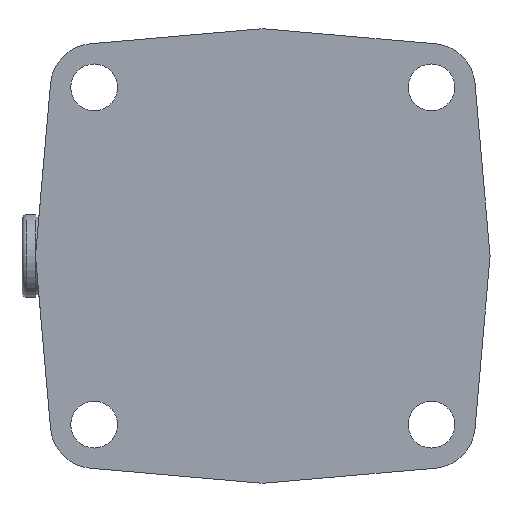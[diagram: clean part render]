
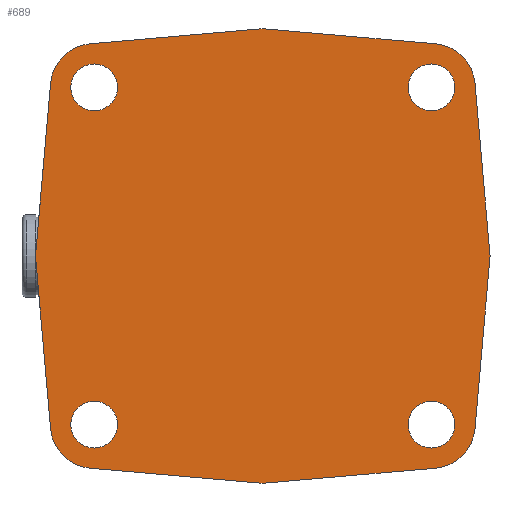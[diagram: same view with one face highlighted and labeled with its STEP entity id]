
A CAD part, left-side view. The second image highlights one B-rep face of the part: STEP entity #689.
In plain terms, the highlighted planar face has unit normal (-1, 0, 0).
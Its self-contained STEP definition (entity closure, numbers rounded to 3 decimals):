
#19=FACE_BOUND('',#90,.T.);
#20=FACE_BOUND('',#91,.T.);
#21=FACE_BOUND('',#92,.T.);
#22=FACE_BOUND('',#93,.T.);
#27=PLANE('',#756);
#48=FACE_OUTER_BOUND('',#89,.T.);
#89=EDGE_LOOP('',(#471,#472,#473,#474,#475,#476,#477,#478,#479,#480,#481,
#482,#483,#484,#485,#486));
#90=EDGE_LOOP('',(#487));
#91=EDGE_LOOP('',(#488));
#92=EDGE_LOOP('',(#489));
#93=EDGE_LOOP('',(#490));
#145=LINE('',#1081,#204);
#146=LINE('',#1085,#205);
#147=LINE('',#1089,#206);
#148=LINE('',#1093,#207);
#149=LINE('',#1097,#208);
#150=LINE('',#1101,#209);
#151=LINE('',#1105,#210);
#152=LINE('',#1109,#211);
#204=VECTOR('',#858,1000.);
#205=VECTOR('',#861,1000.);
#206=VECTOR('',#864,1000.);
#207=VECTOR('',#867,1000.);
#208=VECTOR('',#870,1000.);
#209=VECTOR('',#873,1000.);
#210=VECTOR('',#876,1000.);
#211=VECTOR('',#879,1000.);
#267=CIRCLE('',#757,9.54);
#268=CIRCLE('',#758,4.5);
#269=CIRCLE('',#759,9.54);
#270=CIRCLE('',#760,4.5);
#271=CIRCLE('',#761,9.54);
#272=CIRCLE('',#762,4.5);
#273=CIRCLE('',#763,9.54);
#274=CIRCLE('',#764,4.5);
#275=CIRCLE('',#765,5.1);
#276=CIRCLE('',#766,5.1);
#277=CIRCLE('',#767,5.1);
#278=CIRCLE('',#768,5.1);
#311=VERTEX_POINT('',#1079);
#312=VERTEX_POINT('',#1080);
#313=VERTEX_POINT('',#1082);
#314=VERTEX_POINT('',#1084);
#315=VERTEX_POINT('',#1086);
#316=VERTEX_POINT('',#1088);
#317=VERTEX_POINT('',#1090);
#318=VERTEX_POINT('',#1092);
#319=VERTEX_POINT('',#1094);
#320=VERTEX_POINT('',#1096);
#321=VERTEX_POINT('',#1098);
#322=VERTEX_POINT('',#1100);
#323=VERTEX_POINT('',#1102);
#324=VERTEX_POINT('',#1104);
#325=VERTEX_POINT('',#1106);
#326=VERTEX_POINT('',#1108);
#327=VERTEX_POINT('',#1111);
#328=VERTEX_POINT('',#1113);
#329=VERTEX_POINT('',#1115);
#330=VERTEX_POINT('',#1117);
#375=EDGE_CURVE('',#311,#312,#145,.T.);
#376=EDGE_CURVE('',#313,#311,#267,.T.);
#377=EDGE_CURVE('',#314,#313,#146,.T.);
#378=EDGE_CURVE('',#315,#314,#268,.T.);
#379=EDGE_CURVE('',#316,#315,#147,.T.);
#380=EDGE_CURVE('',#317,#316,#269,.T.);
#381=EDGE_CURVE('',#318,#317,#148,.T.);
#382=EDGE_CURVE('',#319,#318,#270,.T.);
#383=EDGE_CURVE('',#320,#319,#149,.T.);
#384=EDGE_CURVE('',#321,#320,#271,.T.);
#385=EDGE_CURVE('',#322,#321,#150,.T.);
#386=EDGE_CURVE('',#323,#322,#272,.T.);
#387=EDGE_CURVE('',#324,#323,#151,.T.);
#388=EDGE_CURVE('',#325,#324,#273,.T.);
#389=EDGE_CURVE('',#326,#325,#152,.T.);
#390=EDGE_CURVE('',#312,#326,#274,.T.);
#391=EDGE_CURVE('',#327,#327,#275,.T.);
#392=EDGE_CURVE('',#328,#328,#276,.T.);
#393=EDGE_CURVE('',#329,#329,#277,.T.);
#394=EDGE_CURVE('',#330,#330,#278,.T.);
#471=ORIENTED_EDGE('',*,*,#375,.F.);
#472=ORIENTED_EDGE('',*,*,#376,.F.);
#473=ORIENTED_EDGE('',*,*,#377,.F.);
#474=ORIENTED_EDGE('',*,*,#378,.F.);
#475=ORIENTED_EDGE('',*,*,#379,.F.);
#476=ORIENTED_EDGE('',*,*,#380,.F.);
#477=ORIENTED_EDGE('',*,*,#381,.F.);
#478=ORIENTED_EDGE('',*,*,#382,.F.);
#479=ORIENTED_EDGE('',*,*,#383,.F.);
#480=ORIENTED_EDGE('',*,*,#384,.F.);
#481=ORIENTED_EDGE('',*,*,#385,.F.);
#482=ORIENTED_EDGE('',*,*,#386,.F.);
#483=ORIENTED_EDGE('',*,*,#387,.F.);
#484=ORIENTED_EDGE('',*,*,#388,.F.);
#485=ORIENTED_EDGE('',*,*,#389,.F.);
#486=ORIENTED_EDGE('',*,*,#390,.F.);
#487=ORIENTED_EDGE('',*,*,#391,.T.);
#488=ORIENTED_EDGE('',*,*,#392,.T.);
#489=ORIENTED_EDGE('',*,*,#393,.T.);
#490=ORIENTED_EDGE('',*,*,#394,.T.);
#689=ADVANCED_FACE('',(#48,#19,#20,#21,#22),#27,.F.);
#756=AXIS2_PLACEMENT_3D('',#1078,#856,#857);
#757=AXIS2_PLACEMENT_3D('',#1083,#859,#860);
#758=AXIS2_PLACEMENT_3D('',#1087,#862,#863);
#759=AXIS2_PLACEMENT_3D('',#1091,#865,#866);
#760=AXIS2_PLACEMENT_3D('',#1095,#868,#869);
#761=AXIS2_PLACEMENT_3D('',#1099,#871,#872);
#762=AXIS2_PLACEMENT_3D('',#1103,#874,#875);
#763=AXIS2_PLACEMENT_3D('',#1107,#877,#878);
#764=AXIS2_PLACEMENT_3D('',#1110,#880,#881);
#765=AXIS2_PLACEMENT_3D('',#1112,#882,#883);
#766=AXIS2_PLACEMENT_3D('',#1114,#884,#885);
#767=AXIS2_PLACEMENT_3D('',#1116,#886,#887);
#768=AXIS2_PLACEMENT_3D('',#1118,#888,#889);
#856=DIRECTION('center_axis',(1.,0.,0.));
#857=DIRECTION('ref_axis',(0.,0.,-1.));
#858=DIRECTION('',(0.,-0.996,0.087));
#859=DIRECTION('center_axis',(1.,0.,0.));
#860=DIRECTION('ref_axis',(0.,0.,-1.));
#861=DIRECTION('',(0.,-0.087,0.996));
#862=DIRECTION('center_axis',(1.,0.,0.));
#863=DIRECTION('ref_axis',(0.,0.,-1.));
#864=DIRECTION('',(0.,0.087,0.996));
#865=DIRECTION('center_axis',(1.,0.,0.));
#866=DIRECTION('ref_axis',(0.,0.,-1.));
#867=DIRECTION('',(0.,0.996,0.087));
#868=DIRECTION('center_axis',(1.,0.,0.));
#869=DIRECTION('ref_axis',(0.,0.,-1.));
#870=DIRECTION('',(0.,0.996,-0.087));
#871=DIRECTION('center_axis',(1.,0.,0.));
#872=DIRECTION('ref_axis',(0.,0.,-1.));
#873=DIRECTION('',(0.,0.087,-0.996));
#874=DIRECTION('center_axis',(1.,0.,0.));
#875=DIRECTION('ref_axis',(0.,0.,-1.));
#876=DIRECTION('',(0.,-0.087,-0.996));
#877=DIRECTION('center_axis',(1.,0.,0.));
#878=DIRECTION('ref_axis',(0.,0.,-1.));
#879=DIRECTION('',(0.,-0.996,-0.087));
#880=DIRECTION('center_axis',(1.,0.,0.));
#881=DIRECTION('ref_axis',(0.,0.,-1.));
#882=DIRECTION('center_axis',(1.,0.,0.));
#883=DIRECTION('ref_axis',(0.,0.,-1.));
#884=DIRECTION('center_axis',(1.,0.,0.));
#885=DIRECTION('ref_axis',(0.,0.,-1.));
#886=DIRECTION('center_axis',(1.,0.,0.));
#887=DIRECTION('ref_axis',(0.,0.,-1.));
#888=DIRECTION('center_axis',(1.,0.,0.));
#889=DIRECTION('ref_axis',(0.,0.,-1.));
#1078=CARTESIAN_POINT('Origin',(0.,0.,45.046));
#1079=CARTESIAN_POINT('',(0.,37.601,46.273));
#1080=CARTESIAN_POINT('',(0.,0.392,49.529));
#1081=CARTESIAN_POINT('',(0.,37.601,46.273));
#1082=CARTESIAN_POINT('',(0.,46.273,37.601));
#1083=CARTESIAN_POINT('Origin',(0.,36.77,36.77));
#1084=CARTESIAN_POINT('',(0.,49.529,0.392));
#1085=CARTESIAN_POINT('',(0.,49.529,0.392));
#1086=CARTESIAN_POINT('',(0.,49.529,-0.392));
#1087=CARTESIAN_POINT('Origin',(0.,45.046,0.));
#1088=CARTESIAN_POINT('',(0.,46.273,-37.601));
#1089=CARTESIAN_POINT('',(0.,46.273,-37.601));
#1090=CARTESIAN_POINT('',(0.,37.601,-46.273));
#1091=CARTESIAN_POINT('Origin',(0.,36.77,-36.77));
#1092=CARTESIAN_POINT('',(0.,0.392,-49.529));
#1093=CARTESIAN_POINT('',(0.,0.392,-49.529));
#1094=CARTESIAN_POINT('',(0.,-0.392,-49.529));
#1095=CARTESIAN_POINT('Origin',(0.,0.,-45.046));
#1096=CARTESIAN_POINT('',(0.,-37.601,-46.273));
#1097=CARTESIAN_POINT('',(0.,-37.601,-46.273));
#1098=CARTESIAN_POINT('',(0.,-46.273,-37.601));
#1099=CARTESIAN_POINT('Origin',(0.,-36.77,-36.77));
#1100=CARTESIAN_POINT('',(0.,-49.529,-0.392));
#1101=CARTESIAN_POINT('',(0.,-49.529,-0.392));
#1102=CARTESIAN_POINT('',(0.,-49.529,0.392));
#1103=CARTESIAN_POINT('Origin',(0.,-45.046,0.));
#1104=CARTESIAN_POINT('',(0.,-46.273,37.601));
#1105=CARTESIAN_POINT('',(0.,-46.273,37.601));
#1106=CARTESIAN_POINT('',(0.,-37.601,46.273));
#1107=CARTESIAN_POINT('Origin',(0.,-36.77,36.77));
#1108=CARTESIAN_POINT('',(0.,-0.392,49.529));
#1109=CARTESIAN_POINT('',(0.,-0.392,49.529));
#1110=CARTESIAN_POINT('Origin',(0.,0.,45.046));
#1111=CARTESIAN_POINT('',(0.,-36.77,31.67));
#1112=CARTESIAN_POINT('Origin',(0.,-36.77,36.77));
#1113=CARTESIAN_POINT('',(0.,36.77,31.67));
#1114=CARTESIAN_POINT('Origin',(0.,36.77,36.77));
#1115=CARTESIAN_POINT('',(0.,-36.77,-41.87));
#1116=CARTESIAN_POINT('Origin',(0.,-36.77,-36.77));
#1117=CARTESIAN_POINT('',(0.,36.77,-41.87));
#1118=CARTESIAN_POINT('Origin',(0.,36.77,-36.77));
